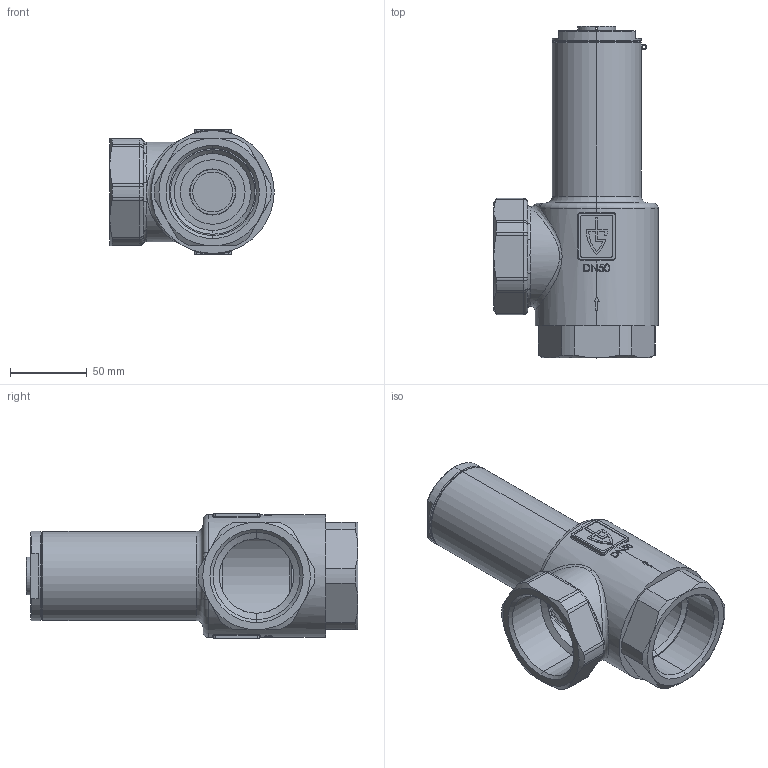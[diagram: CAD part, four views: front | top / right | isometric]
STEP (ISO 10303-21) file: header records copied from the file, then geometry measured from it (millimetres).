
FILE_DESCRIPTION (( 'STEP AP214' ), '1' );
FILE_NAME ('417-2 Dummy.STEP', '2011-08-11T08:58:37', ( 'Blankenhorn' ), ( '' ), 'SwSTEP 2.0', 'SolidWorks 2011', '' );
FILE_SCHEMA (( 'AUTOMOTIVE_DESIGN' ));
Length unit declared in the file: millimetre
Products named in the file (1): 417-2 Dummy
Bounding box: 107 x 216 x 81 mm (x, y, z)
Volume: 340073 mm3; surface area: 120286.2 mm2
Topology: 4 solids, 4 shells, 521 faces, 1304 edges, 818 vertices
Faces by surface type: plane 186, cylinder 154, bspline 86, cone 48, torus 47
Entity records: 27270 total; most frequent: CARTESIAN_POINT 9483, ORIENTED_EDGE 2604, DIRECTION 2379, EDGE_CURVE 1302, AXIS2_PLACEMENT_3D 912, VERTEX_POINT 818, EDGE_LOOP 564, VECTOR 555
